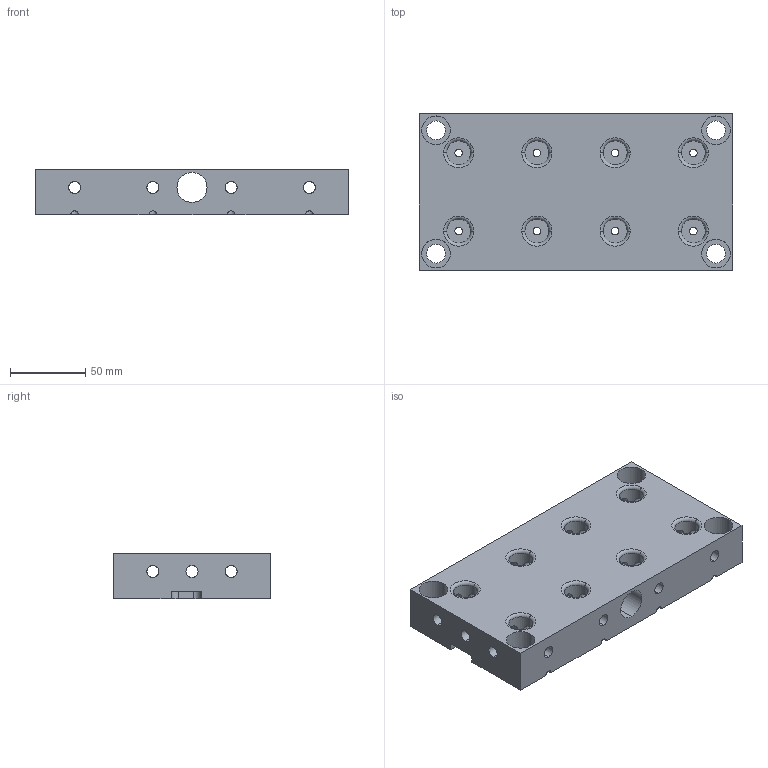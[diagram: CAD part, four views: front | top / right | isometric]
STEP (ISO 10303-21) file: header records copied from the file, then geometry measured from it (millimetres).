
FILE_DESCRIPTION (( 'STEP AP203' ), '1' );
FILE_NAME ('SF-M-52X52-7062.STEP', '2025-03-14T04:48:20', ( '微软用户' ), ( '微软中国' ), 'SwSTEP 2.0', 'SolidWorks 2016', '' );
FILE_SCHEMA (( 'CONFIG_CONTROL_DESIGN' ));
Length unit declared in the file: millimetre
Products named in the file (1): SF-M-52X52-7062
Bounding box: 208 x 104 x 30 mm (x, y, z)
Volume: 506006.3 mm3; surface area: 98776.4 mm2
Topology: 1 solids, 1 shells, 178 faces, 487 edges, 290 vertices
Faces by surface type: cylinder 136, plane 26, torus 16
Entity records: 8310 total; most frequent: CARTESIAN_POINT 3704, ORIENTED_EDGE 974, DIRECTION 911, EDGE_CURVE 487, AXIS2_PLACEMENT_3D 353, VERTEX_POINT 290, EDGE_LOOP 245, LINE 205
